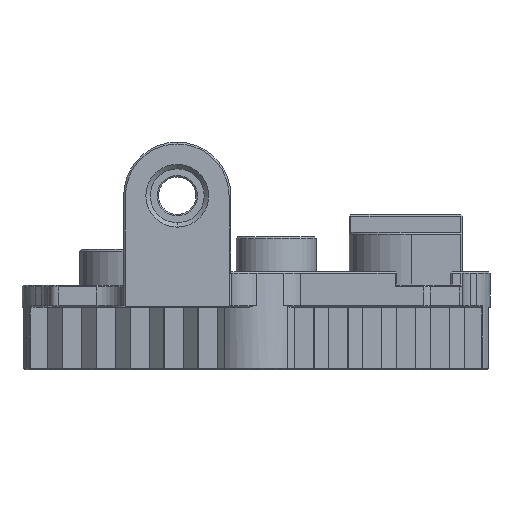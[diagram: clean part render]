
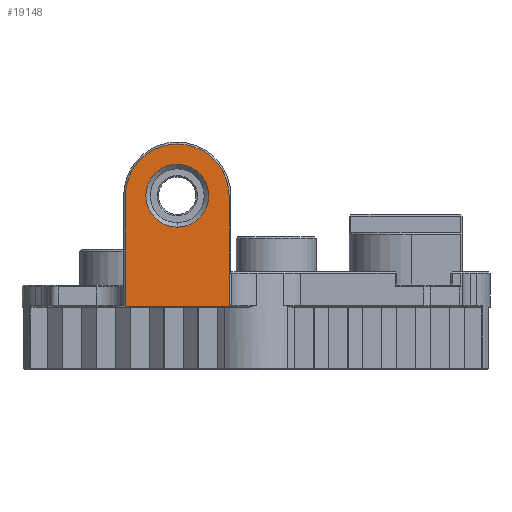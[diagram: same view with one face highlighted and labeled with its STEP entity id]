
A CAD part, front view. The second image highlights one B-rep face of the part: STEP entity #19148.
In plain terms, the highlighted planar face has unit normal (0, -1, 0).
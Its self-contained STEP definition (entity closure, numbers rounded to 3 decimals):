
#392 = CARTESIAN_POINT ( 'NONE',  ( -36.341, -5.85, 0.141 ) ) ;
#523 = CARTESIAN_POINT ( 'NONE',  ( -24.848, -5.85, 0.141 ) ) ;
#680 = EDGE_CURVE ( 'NONE', #16377, #3725, #1890, .T. ) ;
#1086 = CARTESIAN_POINT ( 'NONE',  ( -36.4, -5.85, 0.2 ) ) ;
#1191 = DIRECTION ( 'NONE',  ( 0., 1., 0. ) ) ;
#1195 = EDGE_CURVE ( 'NONE', #3725, #6357, #5737, .T. ) ;
#1601 = CIRCLE ( 'NONE', #13856, 3.518 ) ;
#1890 = LINE ( 'NONE', #13515, #13103 ) ;
#1945 = LINE ( 'NONE', #11839, #9197 ) ;
#2610 = EDGE_CURVE ( 'NONE', #18952, #3057, #4486, .T. ) ;
#2677 = EDGE_LOOP ( 'NONE', ( #6691, #12333, #8227, #20635, #9606, #18173 ) ) ;
#2776 = CIRCLE ( 'NONE', #17132, 3.518 ) ;
#3057 = VERTEX_POINT ( 'NONE', #523 ) ;
#3243 = CARTESIAN_POINT ( 'NONE',  ( -30.6, -5.85, 12.5 ) ) ;
#3452 = FACE_OUTER_BOUND ( 'NONE', #2677, .T. ) ;
#3725 = VERTEX_POINT ( 'NONE', #13085 ) ;
#3960 = VECTOR ( 'NONE', #13546, 1000. ) ;
#4099 = VERTEX_POINT ( 'NONE', #12042 ) ;
#4486 = LINE ( 'NONE', #18023, #20321 ) ;
#4811 = DIRECTION ( 'NONE',  ( 0., 0., 1. ) ) ;
#5737 = CIRCLE ( 'NONE', #14097, 5.8 ) ;
#6239 = CARTESIAN_POINT ( 'NONE',  ( -24.8, -5.85, 12.5 ) ) ;
#6357 = VERTEX_POINT ( 'NONE', #6239 ) ;
#6413 = EDGE_CURVE ( 'NONE', #7521, #4099, #2776, .T. ) ;
#6691 = ORIENTED_EDGE ( 'NONE', *, *, #19556, .F. ) ;
#6737 = DIRECTION ( 'NONE',  ( 0., 0., 1. ) ) ;
#6870 = CARTESIAN_POINT ( 'NONE',  ( -36.15, -5.85, -0.05 ) ) ;
#6887 = DIRECTION ( 'NONE',  ( 0., 0., -1. ) ) ;
#6983 = DIRECTION ( 'NONE',  ( 0., -1., 0. ) ) ;
#7521 = VERTEX_POINT ( 'NONE', #20897 ) ;
#7605 = CARTESIAN_POINT ( 'NONE',  ( -30.6, -5.85, 12.5 ) ) ;
#7667 = CARTESIAN_POINT ( 'NONE',  ( -30.6, -5.85, 12.5 ) ) ;
#7768 = DIRECTION ( 'NONE',  ( 0., -1., 0. ) ) ;
#8207 = EDGE_CURVE ( 'NONE', #3057, #12456, #1945, .T. ) ;
#8227 = ORIENTED_EDGE ( 'NONE', *, *, #680, .F. ) ;
#8425 = CARTESIAN_POINT ( 'NONE',  ( -24.8, -5.85, 12.5 ) ) ;
#9197 = VECTOR ( 'NONE', #17325, 1000. ) ;
#9606 = ORIENTED_EDGE ( 'NONE', *, *, #8207, .F. ) ;
#9654 = CARTESIAN_POINT ( 'NONE',  ( -30.6, -5.85, 12.5 ) ) ;
#10050 = PLANE ( 'NONE',  #19439 ) ;
#11839 = CARTESIAN_POINT ( 'NONE',  ( -30.6, -5.85, 0.141 ) ) ;
#12042 = CARTESIAN_POINT ( 'NONE',  ( -30.6, -5.85, 16.018 ) ) ;
#12333 = ORIENTED_EDGE ( 'NONE', *, *, #1195, .F. ) ;
#12456 = VERTEX_POINT ( 'NONE', #392 ) ;
#12596 = CARTESIAN_POINT ( 'NONE',  ( -24.8, -5.85, 0.189 ) ) ;
#13085 = CARTESIAN_POINT ( 'NONE',  ( -36.4, -5.85, 12.5 ) ) ;
#13103 = VECTOR ( 'NONE', #6737, 1000. ) ;
#13515 = CARTESIAN_POINT ( 'NONE',  ( -36.4, -5.85, 0.2 ) ) ;
#13546 = DIRECTION ( 'NONE',  ( -0.707, 0., 0.707 ) ) ;
#13856 = AXIS2_PLACEMENT_3D ( 'NONE', #7667, #7768, #14448 ) ;
#14097 = AXIS2_PLACEMENT_3D ( 'NONE', #9654, #1191, #17746 ) ;
#14448 = DIRECTION ( 'NONE',  ( 0., 0., 1. ) ) ;
#14656 = EDGE_LOOP ( 'NONE', ( #20522, #19184 ) ) ;
#16111 = EDGE_CURVE ( 'NONE', #12456, #16377, #19041, .T. ) ;
#16127 = DIRECTION ( 'NONE',  ( 0., 0., -1. ) ) ;
#16377 = VERTEX_POINT ( 'NONE', #1086 ) ;
#16965 = LINE ( 'NONE', #8425, #21230 ) ;
#17132 = AXIS2_PLACEMENT_3D ( 'NONE', #3243, #6983, #4811 ) ;
#17325 = DIRECTION ( 'NONE',  ( -1., 0., 0. ) ) ;
#17746 = DIRECTION ( 'NONE',  ( 0., 0., -1. ) ) ;
#18023 = CARTESIAN_POINT ( 'NONE',  ( -24.8, -5.85, 0.189 ) ) ;
#18173 = ORIENTED_EDGE ( 'NONE', *, *, #2610, .F. ) ;
#18952 = VERTEX_POINT ( 'NONE', #12596 ) ;
#19041 = LINE ( 'NONE', #6870, #3960 ) ;
#19148 = ADVANCED_FACE ( 'NONE', ( #20032, #3452 ), #10050, .F. ) ;
#19184 = ORIENTED_EDGE ( 'NONE', *, *, #6413, .F. ) ;
#19437 = DIRECTION ( 'NONE',  ( 0., 1., 0. ) ) ;
#19439 = AXIS2_PLACEMENT_3D ( 'NONE', #7605, #19437, #16127 ) ;
#19556 = EDGE_CURVE ( 'NONE', #6357, #18952, #16965, .T. ) ;
#20032 = FACE_BOUND ( 'NONE', #14656, .T. ) ;
#20321 = VECTOR ( 'NONE', #21455, 1000. ) ;
#20446 = EDGE_CURVE ( 'NONE', #4099, #7521, #1601, .T. ) ;
#20522 = ORIENTED_EDGE ( 'NONE', *, *, #20446, .F. ) ;
#20635 = ORIENTED_EDGE ( 'NONE', *, *, #16111, .F. ) ;
#20897 = CARTESIAN_POINT ( 'NONE',  ( -30.6, -5.85, 8.982 ) ) ;
#21230 = VECTOR ( 'NONE', #6887, 1000. ) ;
#21455 = DIRECTION ( 'NONE',  ( -0.708, 0., -0.706 ) ) ;
